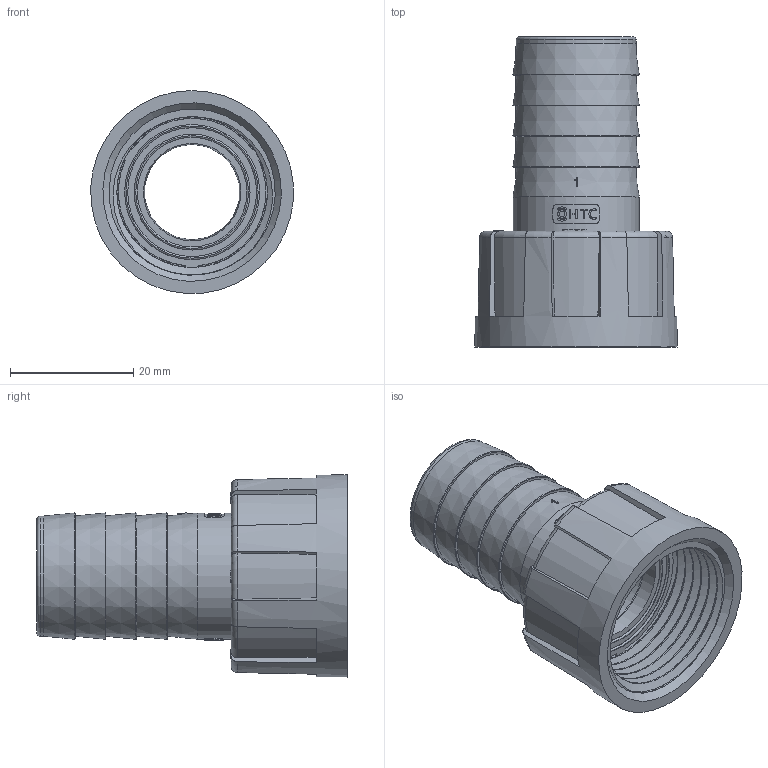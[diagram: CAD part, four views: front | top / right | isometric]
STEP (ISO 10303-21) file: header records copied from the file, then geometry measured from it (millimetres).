
FILE_DESCRIPTION(/* description */ (''),/* implementation_level */ '2;1');
FILE_NAME(/* name */ '3-4x20_stp_20260306_1134.stp',/* time_stamp */ '2026-03-06T11:34:51+08:00',/* author */ (''),/* organization */ (''),/* preprocessor_version */ 'ST-DEVELOPER v16.7',/* originating_system */ 'SIEMENS PLM Software NX 12.0',/* authorisation */ '');
FILE_SCHEMA (('AP203_CONFIGURATION_CONTROLLED_3D_DESIGN_OF_MECHANICAL_PARTS_AND_ASSEMBLIES_MIM_LF { 1 0 10303 403 2 1 2}'));
Length unit declared in the file: millimetre
Products named in the file (1): Admi27288485gjf6
Bounding box: 32.93 x 50.4 x 32.97 mm (x, y, z)
Volume: 11020.7 mm3; surface area: 11049.8 mm2
Topology: 3 solids, 3 shells, 466 faces, 1222 edges, 810 vertices
Faces by surface type: plane 241, extrusion 122, cylinder 63, torus 26, cone 9, sphere 3, bspline 2
Full cylindrical faces by diameter (mm): 0.611 x1, 0.921 x1, 0.934 x1, 1.409 x1, 15.81 x1, 17.816 x1, 18.836 x1, 19.5 x1, 20.5 x1, 20.944 x1, 21.2 x1, 21.964 x1, 23.97 x1, 24 x1
Entity records: 19455 total; most frequent: CARTESIAN_POINT 7349, ORIENTED_EDGE 2346, DIRECTION 1801, EDGE_CURVE 1173, VERTEX_POINT 796, VECTOR 659, AXIS2_PLACEMENT_3D 571, EDGE_LOOP 555
